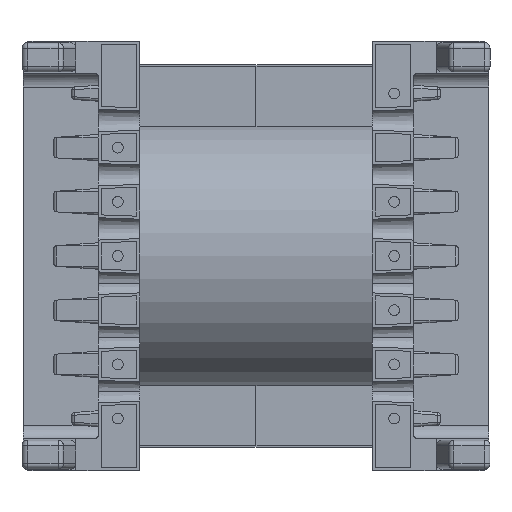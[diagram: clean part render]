
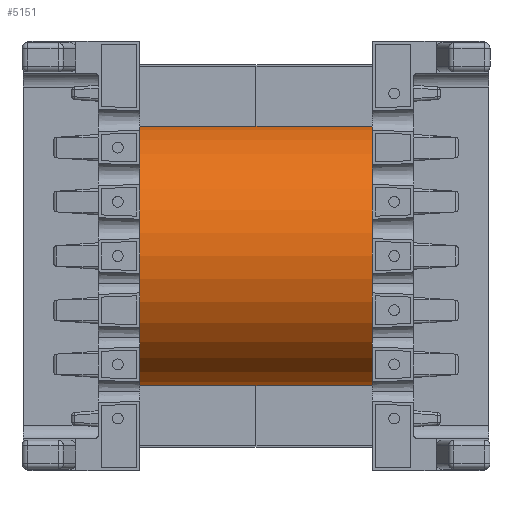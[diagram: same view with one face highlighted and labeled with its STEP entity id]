
A CAD part, front view. The second image highlights one B-rep face of the part: STEP entity #5151.
In plain terms, the highlighted cylindrical face has radius 12.34 mm (diameter 24.68 mm), a partial arc.
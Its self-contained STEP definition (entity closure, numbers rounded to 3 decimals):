
#891 = EDGE_CURVE ( 'NONE', #7419, #19590, #11427, .T. ) ;
#1192 = DIRECTION ( 'NONE',  ( 1., 0., 0. ) ) ;
#1826 = ORIENTED_EDGE ( 'NONE', *, *, #2169, .F. ) ;
#2169 = EDGE_CURVE ( 'NONE', #8329, #19590, #10645, .T. ) ;
#2750 = DIRECTION ( 'NONE',  ( 0., 0., -1. ) ) ;
#2924 = CARTESIAN_POINT ( 'NONE',  ( 0., 0., 21.48 ) ) ;
#2971 = DIRECTION ( 'NONE',  ( 0., 0., -1. ) ) ;
#3084 = EDGE_CURVE ( 'NONE', #9872, #7419, #14152, .T. ) ;
#3612 = ORIENTED_EDGE ( 'NONE', *, *, #891, .T. ) ;
#4390 = VECTOR ( 'NONE', #2750, 1000. ) ;
#4741 = EDGE_LOOP ( 'NONE', ( #1826, #17997, #11132, #3612 ) ) ;
#5151 = ADVANCED_FACE ( 'NONE', ( #18437 ), #13849, .T. ) ;
#5807 = CARTESIAN_POINT ( 'NONE',  ( 0., 0., 21.48 ) ) ;
#5858 = CARTESIAN_POINT ( 'NONE',  ( -12.34, 0., 0. ) ) ;
#6499 = AXIS2_PLACEMENT_3D ( 'NONE', #2924, #8891, #1192 ) ;
#7016 = DIRECTION ( 'NONE',  ( 0., 0., -1. ) ) ;
#7419 = VERTEX_POINT ( 'NONE', #5858 ) ;
#8329 = VERTEX_POINT ( 'NONE', #17026 ) ;
#8891 = DIRECTION ( 'NONE',  ( 0., 0., 1. ) ) ;
#9327 = DIRECTION ( 'NONE',  ( 1., 0., 0. ) ) ;
#9872 = VERTEX_POINT ( 'NONE', #13934 ) ;
#10075 = CARTESIAN_POINT ( 'NONE',  ( 12.34, 0., 21.48 ) ) ;
#10645 = LINE ( 'NONE', #10075, #15420 ) ;
#11040 = CIRCLE ( 'NONE', #6499, 12.34 ) ;
#11132 = ORIENTED_EDGE ( 'NONE', *, *, #3084, .T. ) ;
#11371 = EDGE_CURVE ( 'NONE', #9872, #8329, #11040, .T. ) ;
#11427 = CIRCLE ( 'NONE', #18995, 12.34 ) ;
#12173 = DIRECTION ( 'NONE',  ( 0., 0., 1. ) ) ;
#12573 = CARTESIAN_POINT ( 'NONE',  ( 12.34, 0., 0. ) ) ;
#13719 = CARTESIAN_POINT ( 'NONE',  ( 0., 0., 0. ) ) ;
#13849 = CYLINDRICAL_SURFACE ( 'NONE', #17669, 12.34 ) ;
#13934 = CARTESIAN_POINT ( 'NONE',  ( -12.34, 0., 21.48 ) ) ;
#14152 = LINE ( 'NONE', #18241, #4390 ) ;
#15420 = VECTOR ( 'NONE', #7016, 1000. ) ;
#17026 = CARTESIAN_POINT ( 'NONE',  ( 12.34, 0., 21.48 ) ) ;
#17669 = AXIS2_PLACEMENT_3D ( 'NONE', #5807, #2971, #19730 ) ;
#17997 = ORIENTED_EDGE ( 'NONE', *, *, #11371, .F. ) ;
#18241 = CARTESIAN_POINT ( 'NONE',  ( -12.34, 0., 21.48 ) ) ;
#18437 = FACE_OUTER_BOUND ( 'NONE', #4741, .T. ) ;
#18995 = AXIS2_PLACEMENT_3D ( 'NONE', #13719, #12173, #9327 ) ;
#19590 = VERTEX_POINT ( 'NONE', #12573 ) ;
#19730 = DIRECTION ( 'NONE',  ( -1., 0., 0. ) ) ;
